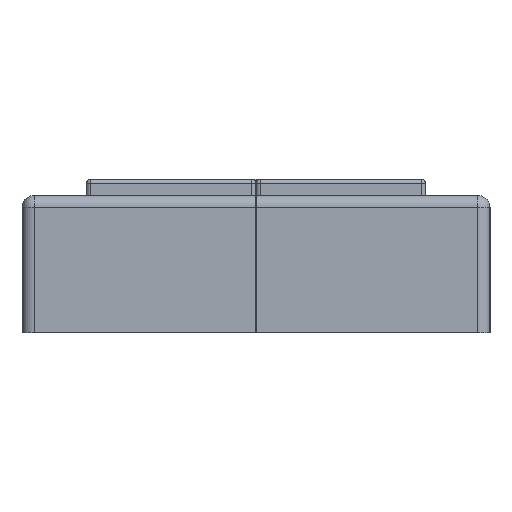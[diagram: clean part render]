
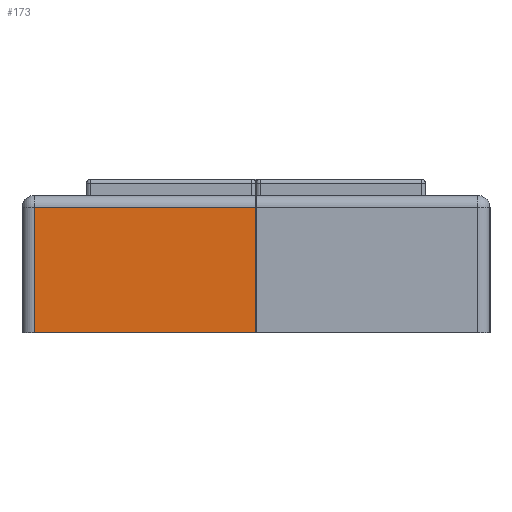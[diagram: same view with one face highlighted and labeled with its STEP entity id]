
A CAD part, left-side view. The second image highlights one B-rep face of the part: STEP entity #173.
In plain terms, the highlighted planar face has unit normal (-1, 0, 0).
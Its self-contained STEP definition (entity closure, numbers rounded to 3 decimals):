
#173=ADVANCED_FACE('NONE',(#670),#671,.F.);
#670=FACE_OUTER_BOUND('',#1656,.T.);
#671=PLANE('',#1657);
#1656=EDGE_LOOP('',(#2768,#2769,#2770,#2771));
#1657=AXIS2_PLACEMENT_3D('',#2772,#2773,#2774);
#2768=ORIENTED_EDGE('',*,*,#6318,.T.);
#2769=ORIENTED_EDGE('',*,*,#6319,.T.);
#2770=ORIENTED_EDGE('',*,*,#6320,.T.);
#2771=ORIENTED_EDGE('',*,*,#6321,.T.);
#2772=CARTESIAN_POINT('',(-73.5,29.0,8.5));
#2773=DIRECTION('',(1.0,0.,0.));
#2774=DIRECTION('',(0.0,1.0,0.));
#6318=EDGE_CURVE('NONE',#7526,#7527,#7528,.T.);
#6319=EDGE_CURVE('NONE',#7527,#7529,#7530,.T.);
#6320=EDGE_CURVE('NONE',#7529,#7531,#7532,.T.);
#6321=EDGE_CURVE('NONE',#7531,#7526,#7533,.T.);
#7526=VERTEX_POINT('NONE',#9400);
#7527=VERTEX_POINT('NONE',#9401);
#7528=LINE('',#9402,#9403);
#7529=VERTEX_POINT('NONE',#9404);
#7530=LINE('',#9405,#9406);
#7531=VERTEX_POINT('NONE',#9407);
#7532=LINE('',#9408,#9409);
#7533=LINE('',#9410,#9411);
#9400=CARTESIAN_POINT('',(-73.5,27.5,-8.5));
#9401=CARTESIAN_POINT('',(-73.5,0.005,-8.5));
#9402=CARTESIAN_POINT('',(-73.5,29.0,-8.5));
#9403=VECTOR('',#12196,1000.0);
#9404=CARTESIAN_POINT('',(-73.5,0.005,7.0));
#9405=CARTESIAN_POINT('',(-73.5,0.005,-8.5));
#9406=VECTOR('',#12197,1000.0);
#9407=CARTESIAN_POINT('',(-73.5,27.5,7.0));
#9408=CARTESIAN_POINT('',(-73.5,29.0,7.0));
#9409=VECTOR('',#12198,1000.0);
#9410=CARTESIAN_POINT('',(-73.5,27.5,8.5));
#9411=VECTOR('',#12199,1000.0);
#12196=DIRECTION('',(0.,-1.0,0.0));
#12197=DIRECTION('',(-0.0,-0.0,1.0));
#12198=DIRECTION('',(0.,1.0,-0.0));
#12199=DIRECTION('',(0.0,0.0,-1.0));
